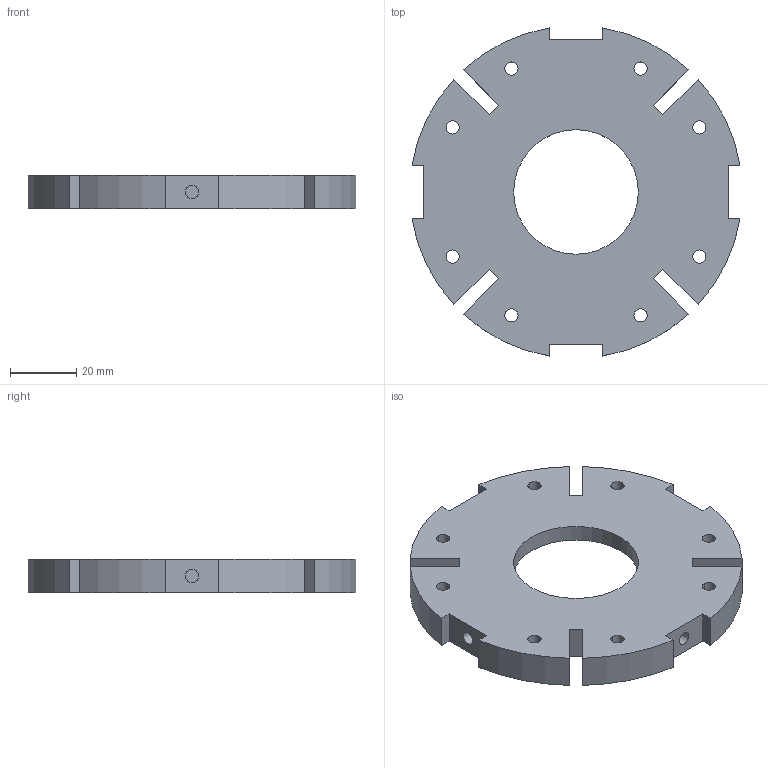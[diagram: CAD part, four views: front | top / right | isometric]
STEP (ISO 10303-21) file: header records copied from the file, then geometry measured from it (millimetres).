
FILE_DESCRIPTION(('CATIA V5 STEP Exchange'),'2;1');
FILE_NAME('Reprise_poussee.stp','2024-05-14T20:59:05+00:00',('none'),('none'),'CATIA Version 5 Release 21 GA (IN-10)','CATIA V5 STEP AP203','none');
FILE_SCHEMA(('CONFIG_CONTROL_DESIGN'));
Length unit declared in the file: millimetre
Products named in the file (1): Reprise_poussee
Bounding box: 98.71 x 98.71 x 10 mm (x, y, z)
Volume: 55237.6 mm3; surface area: 19883.1 mm2
Topology: 1 solids, 1 shells, 67 faces, 180 edges, 120 vertices
Faces by surface type: cylinder 36, plane 31
Entity records: 2007 total; most frequent: ORIENTED_EDGE 360, CARTESIAN_POINT 343, DIRECTION 264, EDGE_CURVE 180, VERTEX_POINT 120, AXIS2_PLACEMENT_3D 115, VECTOR 108, LINE 108
